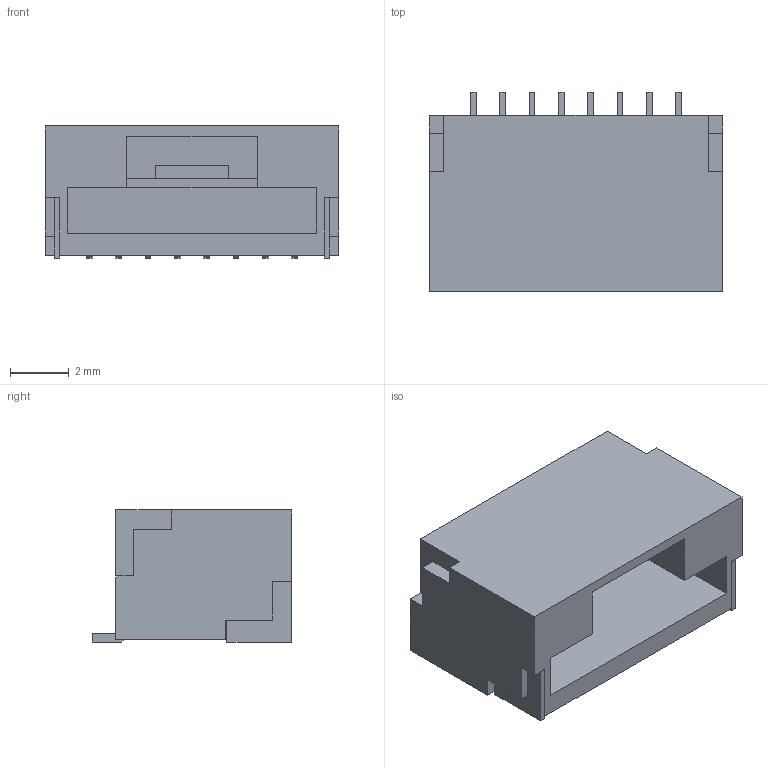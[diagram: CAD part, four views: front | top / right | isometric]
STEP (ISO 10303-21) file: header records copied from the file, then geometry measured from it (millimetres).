
FILE_DESCRIPTION(('FreeCAD Model'),'2;1');
FILE_NAME('SM08B-NSHSS.step','2018-04-03T11:36:39',( 'kicad StepUp'),('ksu MCAD'),'Open CASCADE STEP processor 6.8', 'FreeCAD','Unknown');
FILE_SCHEMA(('AUTOMOTIVE_DESIGN_CC2 { 1 2 10303 214 -1 1 5 4 }'));
Length unit declared in the file: millimetre
Products named in the file (1): SM08B-NSHSS
Bounding box: 10 x 6.8 x 4.5 mm (x, y, z)
Volume: 164.8 mm3; surface area: 411.2 mm2
Topology: 1 solids, 1 shells, 102 faces, 290 edges, 192 vertices
Faces by surface type: plane 102
Entity records: 7739 total; most frequent: CARTESIAN_POINT 1165, DIRECTION 1076, LINE 870, VECTOR 870, ORIENTED_EDGE 580, PCURVE 580, DEFINITIONAL_REPRESENTATION 580, EDGE_CURVE 290
